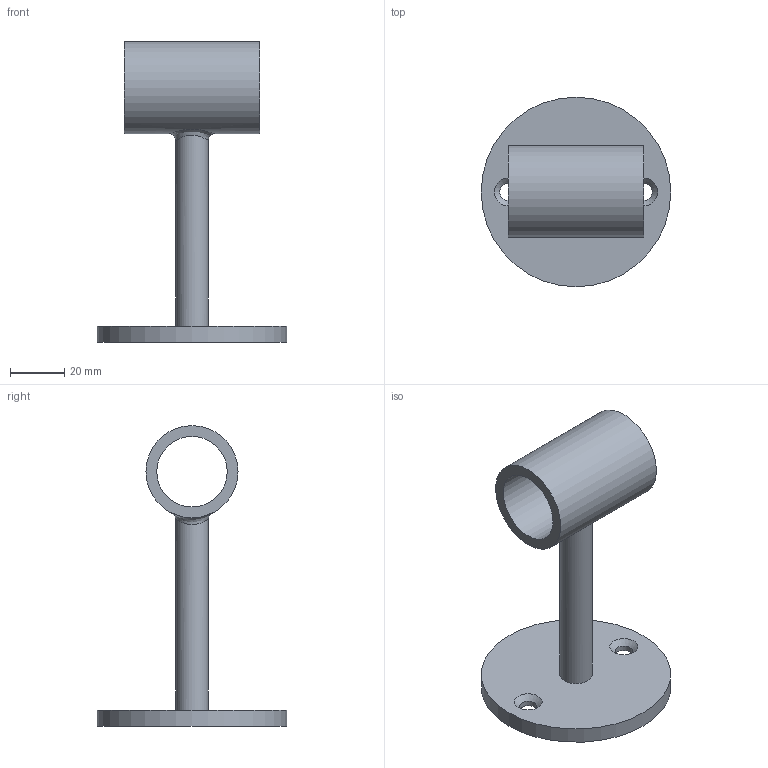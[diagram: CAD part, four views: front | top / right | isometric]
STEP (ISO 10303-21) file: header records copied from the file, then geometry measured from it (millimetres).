
FILE_DESCRIPTION(/* description */ (''),/* implementation_level */ '2;1');
FILE_NAME(/* name */ 'Handlauftraeger_X165.stp',/* time_stamp */ '2017-07-27T22:41:42+02:00',/* author */ (''),/* organization */ (''),/* preprocessor_version */ 'ST-DEVELOPER v16',/* originating_system */ 'SIEMENS PLM Software NX 11.0',/* authorisation */ '');
FILE_SCHEMA (('AUTOMOTIVE_DESIGN { 1 0 10303 214 3 1 1 1 }'));
Length unit declared in the file: millimetre
Products named in the file (1): Goge2304B54Ernx4
Bounding box: 70 x 70 x 111.05 mm (x, y, z)
Volume: 43209.1 mm3; surface area: 22044.2 mm2
Topology: 1 solids, 1 shells, 15 faces, 31 edges, 20 vertices
Faces by surface type: cylinder 7, plane 5, cone 2, bspline 1
Full cylindrical faces by diameter (mm): 6.3 x2, 12 x1, 26 x1, 34 x1, 64.269 x1, 70 x1
Entity records: 852 total; most frequent: CARTESIAN_POINT 544, DIRECTION 60, FACE_BOUND 34, EDGE_LOOP 34, ORIENTED_EDGE 34, AXIS2_PLACEMENT_3D 30, VERTEX_POINT 17, EDGE_CURVE 17
